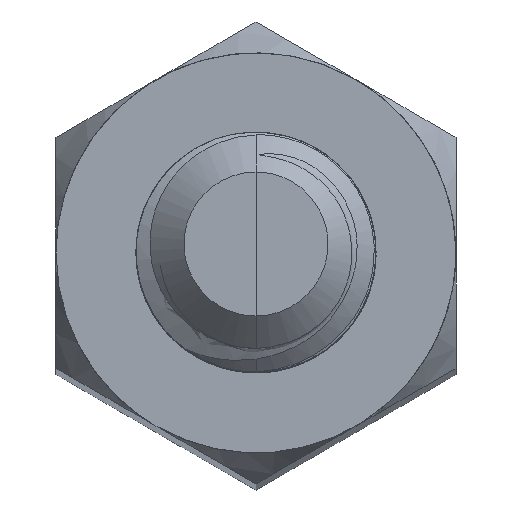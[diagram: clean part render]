
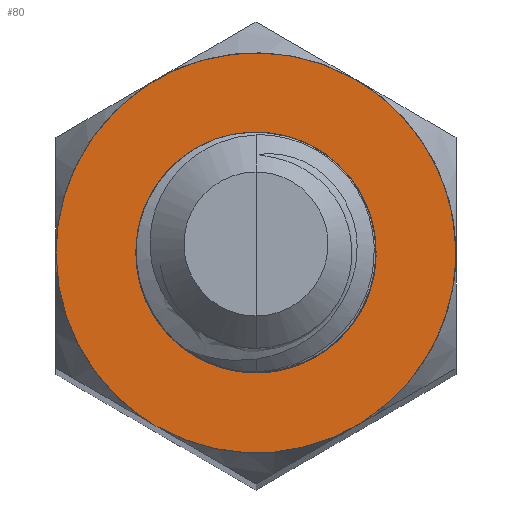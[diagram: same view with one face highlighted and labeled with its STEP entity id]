
A CAD part, top view. The second image highlights one B-rep face of the part: STEP entity #80.
In plain terms, the highlighted planar face has unit normal (0, 0, 1).
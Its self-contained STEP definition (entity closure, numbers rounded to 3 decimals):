
#12=PLANE('',#722);
#80=ADVANCED_FACE('',(#124),#12,.T.);
#124=FACE_OUTER_BOUND('',#168,.T.);
#168=EDGE_LOOP('',(#276));
#276=ORIENTED_EDGE('',*,*,#434,.T.);
#434=EDGE_CURVE('',#629,#629,#499,.T.);
#499=(
BOUNDED_CURVE()
B_SPLINE_CURVE(2,(#22698,#22699,#22700,#22701,#22702,#22703,#22704,#22705,
#22706,#22707,#22708,#22709,#22710,#22711,#22712,#22713,#22714),
 .UNSPECIFIED.,.T.,.F.)
B_SPLINE_CURVE_WITH_KNOTS((3,2,2,2,2,2,2,2,3),(26.149,27.489,
28.828,31.416,34.003,35.343,36.682,
39.27,41.857),.UNSPECIFIED.)
CURVE()
GEOMETRIC_REPRESENTATION_ITEM()
RATIONAL_B_SPLINE_CURVE((1.,0.966,1.,0.9,0.868,
0.807,1.,0.807,0.868,0.9,
1.,0.9,0.868,0.807,1.,0.866,
1.))
REPRESENTATION_ITEM('')
);
#629=VERTEX_POINT('',#22697);
#722=AXIS2_PLACEMENT_3D('',#22696,#733,$);
#733=DIRECTION('',(0.,0.,1.));
#22696=CARTESIAN_POINT('',(187.45,-2.55,0.));
#22697=CARTESIAN_POINT('',(188.75,-2.165,0.));
#22698=CARTESIAN_POINT('',(188.75,-2.165,0.));
#22699=CARTESIAN_POINT('',(189.33,-2.5,0.));
#22700=CARTESIAN_POINT('',(190.,-2.5,0.));
#22701=CARTESIAN_POINT('',(190.67,-2.5,0.));
#22702=CARTESIAN_POINT('',(191.25,-2.165,0.));
#22703=CARTESIAN_POINT('',(192.5,-1.443,0.));
#22704=CARTESIAN_POINT('',(192.5,0.,0.));
#22705=CARTESIAN_POINT('',(192.5,1.443,0.));
#22706=CARTESIAN_POINT('',(191.25,2.165,0.));
#22707=CARTESIAN_POINT('',(190.67,2.5,0.));
#22708=CARTESIAN_POINT('',(190.,2.5,0.));
#22709=CARTESIAN_POINT('',(189.33,2.5,0.));
#22710=CARTESIAN_POINT('',(188.75,2.165,0.));
#22711=CARTESIAN_POINT('',(187.5,1.443,0.));
#22712=CARTESIAN_POINT('',(187.5,0.,0.));
#22713=CARTESIAN_POINT('',(187.5,-1.443,0.));
#22714=CARTESIAN_POINT('',(188.75,-2.165,0.));
